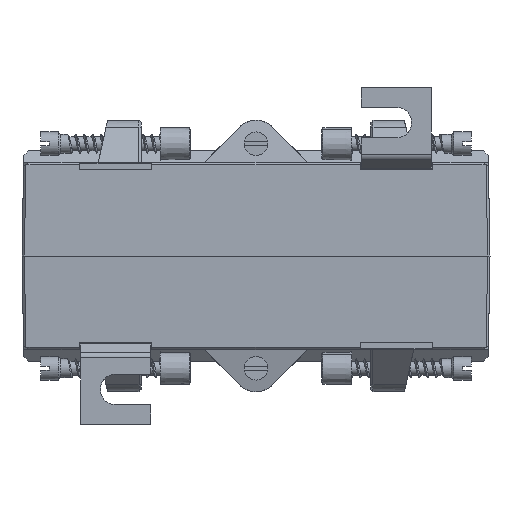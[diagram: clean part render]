
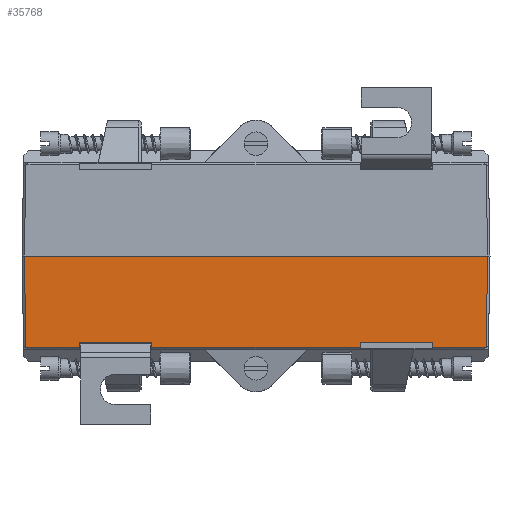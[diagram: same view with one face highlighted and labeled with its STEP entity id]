
A CAD part, front view. The second image highlights one B-rep face of the part: STEP entity #35768.
In plain terms, the highlighted face is planar.
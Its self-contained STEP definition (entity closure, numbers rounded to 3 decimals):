
#20779 = DIRECTION ( 'NONE',  ( 1., 0., 0. ) ) ;
#20782 = CARTESIAN_POINT ( 'NONE',  ( -49.5, -87.5, 0. ) ) ;
#20785 = VECTOR ( 'NONE', #20779, 1000. ) ;
#20786 = CARTESIAN_POINT ( 'NONE',  ( -50., -87.5, 0. ) ) ;
#20795 = LINE ( 'NONE', #20786, #20785 ) ;
#20824 = CARTESIAN_POINT ( 'NONE',  ( 49.5, -87.5, 0. ) ) ;
#28029 = CARTESIAN_POINT ( 'NONE',  ( 22.25, -87.179, 18.4 ) ) ;
#28038 = CARTESIAN_POINT ( 'NONE',  ( 37.75, -87.179, 18.4 ) ) ;
#28040 = LINE ( 'NONE', #28061, #28059 ) ;
#28043 = DIRECTION ( 'NONE',  ( 0., -0.017, -1. ) ) ;
#28044 = VECTOR ( 'NONE', #28043, 1000. ) ;
#28048 = CARTESIAN_POINT ( 'NONE',  ( 22.25, -87.5, 0. ) ) ;
#28050 = LINE ( 'NONE', #28048, #28044 ) ;
#28058 = DIRECTION ( 'NONE',  ( -1., 0., 0. ) ) ;
#28059 = VECTOR ( 'NONE', #28058, 1000. ) ;
#28061 = CARTESIAN_POINT ( 'NONE',  ( -50., -87.179, 18.4 ) ) ;
#28106 = DIRECTION ( 'NONE',  ( 0., 0.017, 1. ) ) ;
#28107 = VECTOR ( 'NONE', #28106, 1000. ) ;
#28109 = CARTESIAN_POINT ( 'NONE',  ( 37.75, -87.5, 0. ) ) ;
#28111 = LINE ( 'NONE', #28109, #28107 ) ;
#28152 = CARTESIAN_POINT ( 'NONE',  ( 37.75, -87.16, 19.5 ) ) ;
#28161 = DIRECTION ( 'NONE',  ( -0.017, -0.017, -1. ) ) ;
#28163 = VECTOR ( 'NONE', #28161, 1000. ) ;
#28165 = CARTESIAN_POINT ( 'NONE',  ( -49.5, -87.5, -0.009 ) ) ;
#28166 = LINE ( 'NONE', #28165, #28163 ) ;
#28167 = CARTESIAN_POINT ( 'NONE',  ( -22.25, -87.16, 19.5 ) ) ;
#28170 = CARTESIAN_POINT ( 'NONE',  ( -37.75, -87.179, 18.4 ) ) ;
#28171 = CARTESIAN_POINT ( 'NONE',  ( 48.636, -87.151, 19.997 ) ) ;
#28172 = LINE ( 'NONE', #28171, #28289 ) ;
#28174 = DIRECTION ( 'NONE',  ( -0.719, -0.012, -0.695 ) ) ;
#28175 = VECTOR ( 'NONE', #28174, 1000. ) ;
#28196 = LINE ( 'NONE', #28276, #28274 ) ;
#28198 = CARTESIAN_POINT ( 'NONE',  ( 49.16, -87.16, 19.491 ) ) ;
#28210 = CARTESIAN_POINT ( 'NONE',  ( -48.636, -87.151, 19.997 ) ) ;
#28212 = LINE ( 'NONE', #28210, #28175 ) ;
#28220 = CARTESIAN_POINT ( 'NONE',  ( 49.151, -87.16, 19.5 ) ) ;
#28233 = CARTESIAN_POINT ( 'NONE',  ( 22.25, -87.16, 19.5 ) ) ;
#28234 = VECTOR ( 'NONE', #28262, 1000. ) ;
#28237 = CARTESIAN_POINT ( 'NONE',  ( -49.151, -87.16, 19.5 ) ) ;
#28243 = PLANE ( 'NONE',  #28355 ) ;
#28248 = DIRECTION ( 'NONE',  ( 0., -0.017, -1. ) ) ;
#28249 = VECTOR ( 'NONE', #28248, 1000. ) ;
#28251 = CARTESIAN_POINT ( 'NONE',  ( -22.25, -87.5, 0. ) ) ;
#28253 = LINE ( 'NONE', #28251, #28249 ) ;
#28256 = DIRECTION ( 'NONE',  ( -1., 0., 0. ) ) ;
#28258 = VECTOR ( 'NONE', #28256, 1000. ) ;
#28262 = DIRECTION ( 'NONE',  ( 0., 0.017, 1. ) ) ;
#28264 = CARTESIAN_POINT ( 'NONE',  ( -37.75, -87.5, 0. ) ) ;
#28265 = CARTESIAN_POINT ( 'NONE',  ( -50., -87.179, 18.4 ) ) ;
#28267 = LINE ( 'NONE', #28265, #28258 ) ;
#28270 = LINE ( 'NONE', #28368, #28367 ) ;
#28273 = DIRECTION ( 'NONE',  ( -1., 0., 0. ) ) ;
#28274 = VECTOR ( 'NONE', #28273, 1000. ) ;
#28276 = CARTESIAN_POINT ( 'NONE',  ( -48.633, -87.16, 19.5 ) ) ;
#28278 = CARTESIAN_POINT ( 'NONE',  ( -22.25, -87.179, 18.4 ) ) ;
#28281 = CARTESIAN_POINT ( 'NONE',  ( -49.16, -87.16, 19.491 ) ) ;
#28283 = LINE ( 'NONE', #28264, #28234 ) ;
#28287 = DIRECTION ( 'NONE',  ( -0.719, 0.012, 0.695 ) ) ;
#28289 = VECTOR ( 'NONE', #28287, 1000. ) ;
#28300 = DIRECTION ( 'NONE',  ( -0.017, 0.017, 1. ) ) ;
#28302 = VECTOR ( 'NONE', #28300, 1000. ) ;
#28303 = CARTESIAN_POINT ( 'NONE',  ( 49.47, -87.47, 1.736 ) ) ;
#28305 = LINE ( 'NONE', #28303, #28302 ) ;
#28351 = DIRECTION ( 'NONE',  ( 0., -0.017, -1. ) ) ;
#28352 = DIRECTION ( 'NONE',  ( 0., -1., 0.017 ) ) ;
#28353 = CARTESIAN_POINT ( 'NONE',  ( -50., -87.5, 0. ) ) ;
#28355 = AXIS2_PLACEMENT_3D ( 'NONE', #28353, #28352, #28351 ) ;
#28363 = FACE_OUTER_BOUND ( 'NONE', #35646, .T. ) ;
#28365 = DIRECTION ( 'NONE',  ( -1., 0., 0. ) ) ;
#28367 = VECTOR ( 'NONE', #28365, 1000. ) ;
#28368 = CARTESIAN_POINT ( 'NONE',  ( -48.633, -87.16, 19.5 ) ) ;
#28372 = CARTESIAN_POINT ( 'NONE',  ( -37.75, -87.16, 19.5 ) ) ;
#28494 = DIRECTION ( 'NONE',  ( -1., 0., 0. ) ) ;
#28495 = VECTOR ( 'NONE', #28494, 1000. ) ;
#28497 = CARTESIAN_POINT ( 'NONE',  ( -48.633, -87.16, 19.5 ) ) ;
#28498 = LINE ( 'NONE', #28497, #28495 ) ;
#32684 = EDGE_CURVE ( 'NONE', #32708, #32703, #20795, .T. ) ;
#32703 = VERTEX_POINT ( 'NONE', #20824 ) ;
#32708 = VERTEX_POINT ( 'NONE', #20782 ) ;
#35636 = EDGE_CURVE ( 'NONE', #35777, #35664, #28050, .T. ) ;
#35641 = EDGE_CURVE ( 'NONE', #35647, #35664, #28040, .T. ) ;
#35646 = EDGE_LOOP ( 'NONE', ( #35769, #35772, #35771, #35774, #35745, #35744, #35754, #35709, #35752, #35758, #35764, #35722, #35721, #35733 ) ) ;
#35647 = VERTEX_POINT ( 'NONE', #28038 ) ;
#35657 = VERTEX_POINT ( 'NONE', #28152 ) ;
#35664 = VERTEX_POINT ( 'NONE', #28029 ) ;
#35681 = EDGE_CURVE ( 'NONE', #35647, #35657, #28111, .T. ) ;
#35709 = ORIENTED_EDGE ( 'NONE', *, *, #35762, .T. ) ;
#35711 = EDGE_CURVE ( 'NONE', #35760, #35753, #28212, .T. ) ;
#35716 = EDGE_CURVE ( 'NONE', #35753, #32708, #28166, .T. ) ;
#35719 = EDGE_CURVE ( 'NONE', #32703, #35734, #28305, .T. ) ;
#35721 = ORIENTED_EDGE ( 'NONE', *, *, #35728, .T. ) ;
#35722 = ORIENTED_EDGE ( 'NONE', *, *, #35719, .T. ) ;
#35723 = VERTEX_POINT ( 'NONE', #28220 ) ;
#35728 = EDGE_CURVE ( 'NONE', #35734, #35723, #28172, .T. ) ;
#35733 = ORIENTED_EDGE ( 'NONE', *, *, #35838, .T. ) ;
#35734 = VERTEX_POINT ( 'NONE', #28198 ) ;
#35735 = EDGE_CURVE ( 'NONE', #35777, #35743, #28196, .T. ) ;
#35738 = VERTEX_POINT ( 'NONE', #28170 ) ;
#35740 = VERTEX_POINT ( 'NONE', #28278 ) ;
#35743 = VERTEX_POINT ( 'NONE', #28167 ) ;
#35744 = ORIENTED_EDGE ( 'NONE', *, *, #35747, .T. ) ;
#35745 = ORIENTED_EDGE ( 'NONE', *, *, #35750, .T. ) ;
#35747 = EDGE_CURVE ( 'NONE', #35740, #35738, #28267, .T. ) ;
#35750 = EDGE_CURVE ( 'NONE', #35743, #35740, #28253, .T. ) ;
#35752 = ORIENTED_EDGE ( 'NONE', *, *, #35711, .T. ) ;
#35753 = VERTEX_POINT ( 'NONE', #28281 ) ;
#35754 = ORIENTED_EDGE ( 'NONE', *, *, #35756, .T. ) ;
#35756 = EDGE_CURVE ( 'NONE', #35738, #35766, #28283, .T. ) ;
#35758 = ORIENTED_EDGE ( 'NONE', *, *, #35716, .T. ) ;
#35760 = VERTEX_POINT ( 'NONE', #28237 ) ;
#35762 = EDGE_CURVE ( 'NONE', #35766, #35760, #28270, .T. ) ;
#35764 = ORIENTED_EDGE ( 'NONE', *, *, #32684, .T. ) ;
#35766 = VERTEX_POINT ( 'NONE', #28372 ) ;
#35768 = ADVANCED_FACE ( 'NONE', ( #28363 ), #28243, .T. ) ;
#35769 = ORIENTED_EDGE ( 'NONE', *, *, #35681, .F. ) ;
#35771 = ORIENTED_EDGE ( 'NONE', *, *, #35636, .F. ) ;
#35772 = ORIENTED_EDGE ( 'NONE', *, *, #35641, .T. ) ;
#35774 = ORIENTED_EDGE ( 'NONE', *, *, #35735, .T. ) ;
#35777 = VERTEX_POINT ( 'NONE', #28233 ) ;
#35838 = EDGE_CURVE ( 'NONE', #35723, #35657, #28498, .T. ) ;
